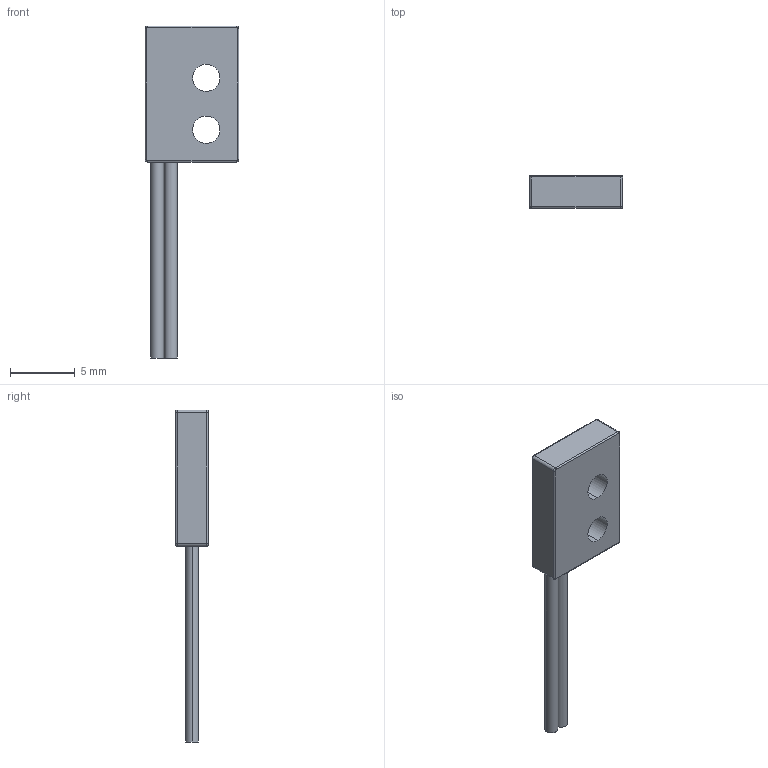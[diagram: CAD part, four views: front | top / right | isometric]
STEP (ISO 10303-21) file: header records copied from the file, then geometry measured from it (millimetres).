
FILE_DESCRIPTION (( 'STEP AP214' ), '1' );
FILE_NAME ('PD-F47UA.STEP', '2015-09-24T08:41:11', ( '' ), ( '' ), 'SwSTEP 2.0', 'SolidWorks 2013', '' );
FILE_SCHEMA (( 'AUTOMOTIVE_DESIGN' ));
Length unit declared in the file: millimetre
Products named in the file (1): PD-F47UA
Bounding box: 7.2 x 2.5 x 25.6 mm (x, y, z)
Volume: 195.1 mm3; surface area: 349.1 mm2
Topology: 1 solids, 1 shells, 46 faces, 100 edges, 60 vertices
Faces by surface type: cylinder 24, plane 10, torus 8, cone 4
Entity records: 1372 total; most frequent: DIRECTION 254, CARTESIAN_POINT 207, ORIENTED_EDGE 200, AXIS2_PLACEMENT_3D 107, EDGE_CURVE 100, VERTEX_POINT 60, CIRCLE 60, EDGE_LOOP 54
